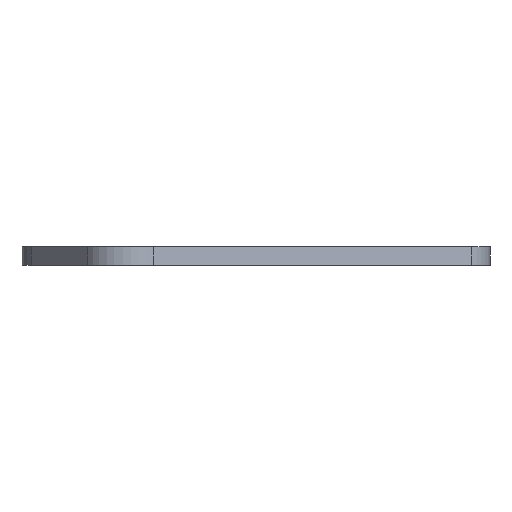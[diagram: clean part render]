
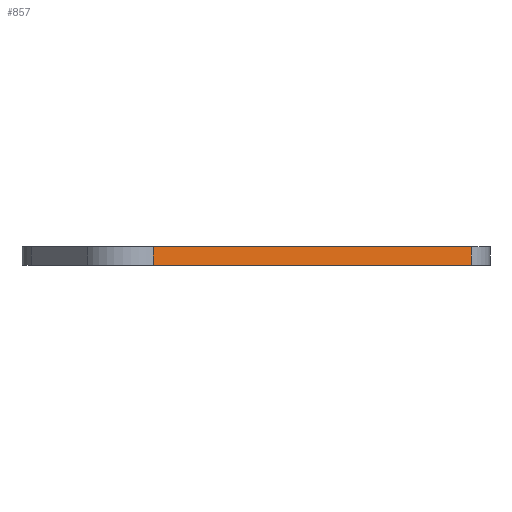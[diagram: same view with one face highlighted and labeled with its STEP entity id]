
A CAD part, left-side view. The second image highlights one B-rep face of the part: STEP entity #857.
In plain terms, the highlighted planar face has unit normal (-0.8, -0.6, 0).
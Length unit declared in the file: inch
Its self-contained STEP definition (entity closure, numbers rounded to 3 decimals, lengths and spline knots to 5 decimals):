
#12 = VECTOR ( 'NONE', #860, 39.37008 ) ;
#21 = CARTESIAN_POINT ( 'NONE',  ( -0.325, -0.4, 0.04921 ) ) ;
#22 = PLANE ( 'NONE',  #1032 ) ;
#79 = LINE ( 'NONE', #758, #884 ) ;
#121 = DIRECTION ( 'NONE',  ( -0.6, 0.8, 0. ) ) ;
#134 = ORIENTED_EDGE ( 'NONE', *, *, #187, .F. ) ;
#157 = LINE ( 'NONE', #162, #12 ) ;
#162 = CARTESIAN_POINT ( 'NONE',  ( -0.325, -0.4, -0.04921 ) ) ;
#186 = CARTESIAN_POINT ( 'NONE',  ( -1.597, 1.296, -0.04921 ) ) ;
#187 = EDGE_CURVE ( 'NONE', #394, #836, #307, .T. ) ;
#201 = ORIENTED_EDGE ( 'NONE', *, *, #1064, .T. ) ;
#207 = CARTESIAN_POINT ( 'NONE',  ( -1.747, 1.496, 0.04921 ) ) ;
#213 = DIRECTION ( 'NONE',  ( -0.6, 0.8, 0. ) ) ;
#278 = DIRECTION ( 'NONE',  ( -0.6, 0.8, 0. ) ) ;
#307 = LINE ( 'NONE', #370, #454 ) ;
#347 = EDGE_CURVE ( 'NONE', #915, #836, #79, .T. ) ;
#370 = CARTESIAN_POINT ( 'NONE',  ( -1.747, 1.496, -0.04921 ) ) ;
#394 = VERTEX_POINT ( 'NONE', #780 ) ;
#437 = CARTESIAN_POINT ( 'NONE',  ( -1.597, 1.296, 0.04921 ) ) ;
#454 = VECTOR ( 'NONE', #121, 39.37008 ) ;
#719 = CARTESIAN_POINT ( 'NONE',  ( -1.747, 1.496, -0.04921 ) ) ;
#758 = CARTESIAN_POINT ( 'NONE',  ( -1.597, 1.296, -0.04921 ) ) ;
#780 = CARTESIAN_POINT ( 'NONE',  ( -0.325, -0.4, -0.04921 ) ) ;
#791 = FACE_OUTER_BOUND ( 'NONE', #812, .T. ) ;
#807 = ORIENTED_EDGE ( 'NONE', *, *, #964, .T. ) ;
#812 = EDGE_LOOP ( 'NONE', ( #807, #878, #134, #201 ) ) ;
#836 = VERTEX_POINT ( 'NONE', #186 ) ;
#852 = DIRECTION ( 'NONE',  ( 0., 0., -1. ) ) ;
#857 = ADVANCED_FACE ( 'NONE', ( #791 ), #22, .F. ) ;
#860 = DIRECTION ( 'NONE',  ( 0., 0., 1. ) ) ;
#878 = ORIENTED_EDGE ( 'NONE', *, *, #347, .T. ) ;
#884 = VECTOR ( 'NONE', #852, 39.37008 ) ;
#915 = VERTEX_POINT ( 'NONE', #437 ) ;
#964 = EDGE_CURVE ( 'NONE', #1133, #915, #1003, .T. ) ;
#992 = VECTOR ( 'NONE', #213, 39.37008 ) ;
#1003 = LINE ( 'NONE', #207, #992 ) ;
#1032 = AXIS2_PLACEMENT_3D ( 'NONE', #719, #1083, #278 ) ;
#1064 = EDGE_CURVE ( 'NONE', #394, #1133, #157, .T. ) ;
#1083 = DIRECTION ( 'NONE',  ( 0.8, 0.6, 0. ) ) ;
#1133 = VERTEX_POINT ( 'NONE', #21 ) ;
